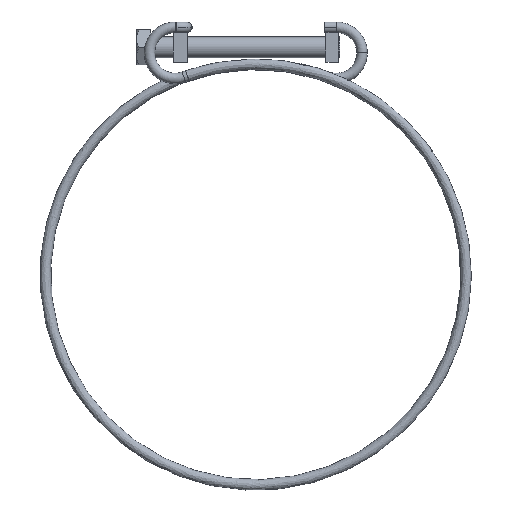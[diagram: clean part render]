
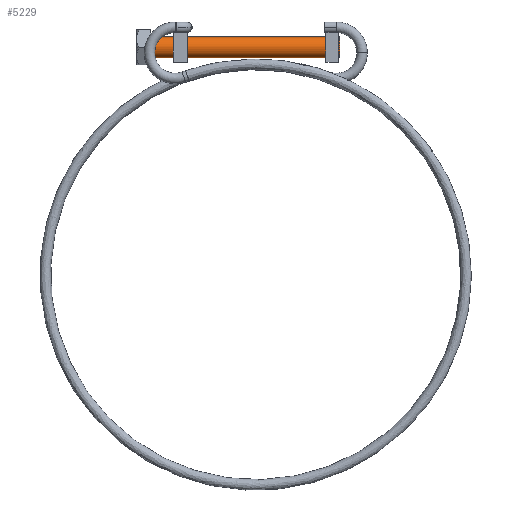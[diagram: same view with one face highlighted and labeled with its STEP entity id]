
A CAD part, top view. The second image highlights one B-rep face of the part: STEP entity #5229.
In plain terms, the highlighted cylindrical face has radius 3 mm (diameter 6 mm), a partial arc.
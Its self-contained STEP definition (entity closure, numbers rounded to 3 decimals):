
#152 = CARTESIAN_POINT ( 'NONE',  ( 24.019, 61.8, 0. ) ) ;
#581 = VECTOR ( 'NONE', #8601, 1000. ) ;
#904 = VERTEX_POINT ( 'NONE', #1235 ) ;
#998 = EDGE_CURVE ( 'NONE', #7390, #7990, #7891, .T. ) ;
#1178 = AXIS2_PLACEMENT_3D ( 'NONE', #2868, #1520, #5729 ) ;
#1235 = CARTESIAN_POINT ( 'NONE',  ( 24.019, 61.8, 0. ) ) ;
#1486 = EDGE_CURVE ( 'NONE', #7990, #5040, #5505, .T. ) ;
#1494 = CARTESIAN_POINT ( 'NONE',  ( 24.019, 67.8, 0. ) ) ;
#1520 = DIRECTION ( 'NONE',  ( 1., 0., 0. ) ) ;
#2719 = CARTESIAN_POINT ( 'NONE',  ( -29.981, 67.8, 0. ) ) ;
#2868 = CARTESIAN_POINT ( 'NONE',  ( -29.981, 64.8, 0. ) ) ;
#2916 = EDGE_CURVE ( 'NONE', #7390, #904, #3549, .T. ) ;
#3271 = ORIENTED_EDGE ( 'NONE', *, *, #1486, .T. ) ;
#3358 = DIRECTION ( 'NONE',  ( 1., 0., 0. ) ) ;
#3549 = CIRCLE ( 'NONE', #8733, 3. ) ;
#3754 = LINE ( 'NONE', #152, #3863 ) ;
#3863 = VECTOR ( 'NONE', #7314, 1000. ) ;
#3995 = DIRECTION ( 'NONE',  ( -1., 0., 0. ) ) ;
#5040 = VERTEX_POINT ( 'NONE', #6348 ) ;
#5096 = EDGE_CURVE ( 'NONE', #904, #5040, #3754, .T. ) ;
#5229 = ADVANCED_FACE ( 'NONE', ( #8373 ), #6105, .T. ) ;
#5433 = ORIENTED_EDGE ( 'NONE', *, *, #2916, .F. ) ;
#5505 = CIRCLE ( 'NONE', #1178, 3. ) ;
#5525 = AXIS2_PLACEMENT_3D ( 'NONE', #6058, #3995, #7594 ) ;
#5539 = CARTESIAN_POINT ( 'NONE',  ( 24.019, 67.8, 0. ) ) ;
#5729 = DIRECTION ( 'NONE',  ( 0., 1., 0. ) ) ;
#6058 = CARTESIAN_POINT ( 'NONE',  ( 24.019, 64.8, 0. ) ) ;
#6105 = CYLINDRICAL_SURFACE ( 'NONE', #5525, 3. ) ;
#6348 = CARTESIAN_POINT ( 'NONE',  ( -29.981, 61.8, 0. ) ) ;
#7314 = DIRECTION ( 'NONE',  ( -1., 0., 0. ) ) ;
#7390 = VERTEX_POINT ( 'NONE', #5539 ) ;
#7594 = DIRECTION ( 'NONE',  ( 0., -1., 0. ) ) ;
#7613 = EDGE_LOOP ( 'NONE', ( #5433, #8913, #3271, #9198 ) ) ;
#7790 = CARTESIAN_POINT ( 'NONE',  ( 24.019, 64.8, 0. ) ) ;
#7891 = LINE ( 'NONE', #1494, #581 ) ;
#7990 = VERTEX_POINT ( 'NONE', #2719 ) ;
#8373 = FACE_OUTER_BOUND ( 'NONE', #7613, .T. ) ;
#8510 = DIRECTION ( 'NONE',  ( 0., 1., 0. ) ) ;
#8601 = DIRECTION ( 'NONE',  ( -1., 0., 0. ) ) ;
#8733 = AXIS2_PLACEMENT_3D ( 'NONE', #7790, #3358, #8510 ) ;
#8913 = ORIENTED_EDGE ( 'NONE', *, *, #998, .T. ) ;
#9198 = ORIENTED_EDGE ( 'NONE', *, *, #5096, .F. ) ;
